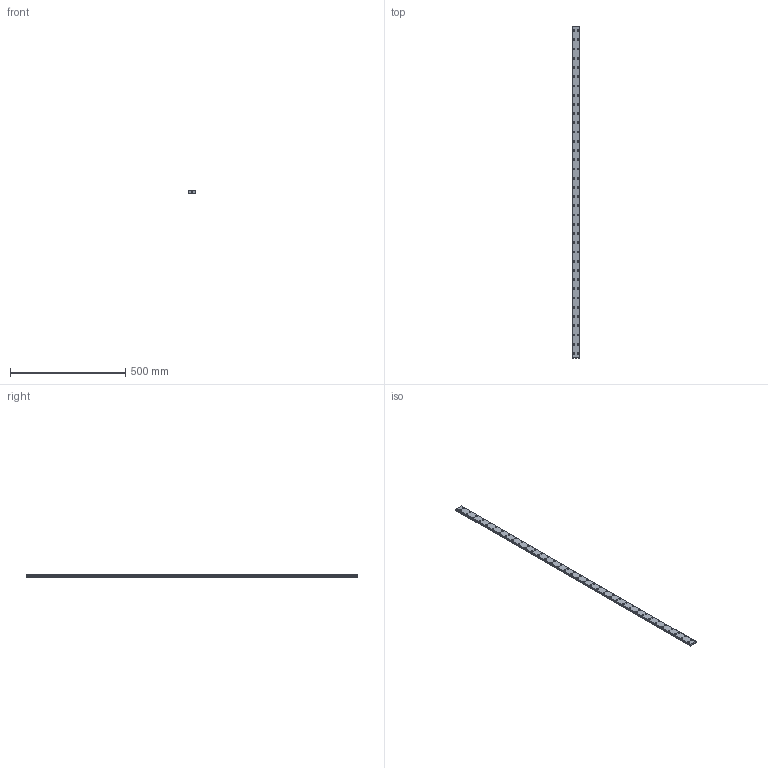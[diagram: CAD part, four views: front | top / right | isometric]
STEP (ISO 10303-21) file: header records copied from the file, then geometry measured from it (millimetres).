
FILE_DESCRIPTION(('STEP AP214'),'1');
FILE_NAME('cctmp_DDF1C61C-2125-42CF-A999-45B6D7F80AE5_2021_03_02_10_12_01_0131..stp','2021-03-02T09:12:01',('HIWIN GmbH'),('CADClick - www.CADClick.com'),'Spatial InterOp 3D',' ','unknown authorization');
FILE_SCHEMA(('AUTOMOTIVE_DESIGN'));
Length unit declared in the file: millimetre
Products named in the file (1): WER17R1440H_FILE
Bounding box: 33 x 1440 x 9.3 mm (x, y, z)
Volume: 397746.4 mm3; surface area: 141053.8 mm2
Topology: 1 solids, 1 shells, 751 faces, 1587 edges, 1058 vertices
Faces by surface type: cylinder 450, plane 301
Entity records: 26613 total; most frequent: DIRECTION 3991, CARTESIAN_POINT 3397, ORIENTED_EDGE 3174, AXIS2_PLACEMENT_3D 1652, EDGE_CURVE 1587, VERTEX_POINT 1058, EDGE_LOOP 971, CIRCLE 900
